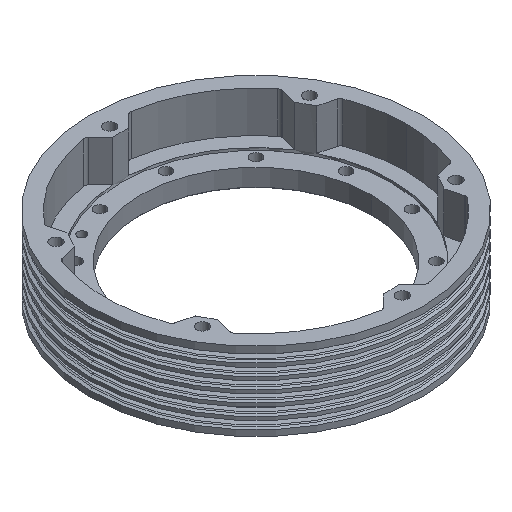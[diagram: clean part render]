
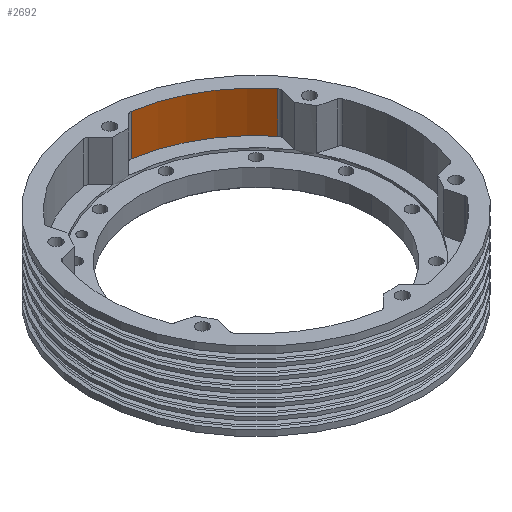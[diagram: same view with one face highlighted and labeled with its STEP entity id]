
A CAD part, isometric view. The second image highlights one B-rep face of the part: STEP entity #2692.
In plain terms, the highlighted cylindrical face has radius 183 mm (diameter 366 mm), a partial arc.
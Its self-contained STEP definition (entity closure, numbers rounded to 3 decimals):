
#367 = VERTEX_POINT ( 'NONE', #1716 ) ;
#399 = AXIS2_PLACEMENT_3D ( 'NONE', #2490, #5192, #3006 ) ;
#409 = AXIS2_PLACEMENT_3D ( 'NONE', #5611, #3020, #5674 ) ;
#419 = ORIENTED_EDGE ( 'NONE', *, *, #3489, .F. ) ;
#593 = DIRECTION ( 'NONE',  ( 1., 0., 0. ) ) ;
#890 = ORIENTED_EDGE ( 'NONE', *, *, #1592, .T. ) ;
#1041 = CARTESIAN_POINT ( 'NONE',  ( 28.927, 180.699, -138.573 ) ) ;
#1271 = CARTESIAN_POINT ( 'NONE',  ( 142.027, 115.401, -138.573 ) ) ;
#1445 = DIRECTION ( 'NONE',  ( 0., 0., 1. ) ) ;
#1592 = EDGE_CURVE ( 'NONE', #367, #2138, #2302, .T. ) ;
#1689 = EDGE_CURVE ( 'NONE', #2102, #2138, #3678, .T. ) ;
#1716 = CARTESIAN_POINT ( 'NONE',  ( 142.027, 115.401, 75. ) ) ;
#1899 = CARTESIAN_POINT ( 'NONE',  ( 28.927, 180.699, 75. ) ) ;
#1988 = ORIENTED_EDGE ( 'NONE', *, *, #3175, .T. ) ;
#2102 = VERTEX_POINT ( 'NONE', #2435 ) ;
#2118 = CIRCLE ( 'NONE', #399, 183. ) ;
#2138 = VERTEX_POINT ( 'NONE', #1899 ) ;
#2270 = CARTESIAN_POINT ( 'NONE',  ( 0., 0., 75. ) ) ;
#2302 = CIRCLE ( 'NONE', #3883, 183. ) ;
#2305 = VECTOR ( 'NONE', #3266, 1000. ) ;
#2435 = CARTESIAN_POINT ( 'NONE',  ( 28.927, 180.699, 25. ) ) ;
#2466 = VERTEX_POINT ( 'NONE', #3358 ) ;
#2490 = CARTESIAN_POINT ( 'NONE',  ( 0., 0., 25. ) ) ;
#2526 = VECTOR ( 'NONE', #1445, 1000. ) ;
#2692 = ADVANCED_FACE ( 'NONE', ( #3855 ), #4754, .F. ) ;
#2703 = ORIENTED_EDGE ( 'NONE', *, *, #1689, .F. ) ;
#3006 = DIRECTION ( 'NONE',  ( -1., 0., 0. ) ) ;
#3020 = DIRECTION ( 'NONE',  ( 0., 0., 1. ) ) ;
#3175 = EDGE_CURVE ( 'NONE', #2466, #367, #3453, .T. ) ;
#3266 = DIRECTION ( 'NONE',  ( 0., 0., 1. ) ) ;
#3358 = CARTESIAN_POINT ( 'NONE',  ( 142.027, 115.401, 25. ) ) ;
#3453 = LINE ( 'NONE', #1271, #2526 ) ;
#3489 = EDGE_CURVE ( 'NONE', #2466, #2102, #2118, .T. ) ;
#3678 = LINE ( 'NONE', #1041, #2305 ) ;
#3855 = FACE_OUTER_BOUND ( 'NONE', #5277, .T. ) ;
#3883 = AXIS2_PLACEMENT_3D ( 'NONE', #2270, #4025, #593 ) ;
#4025 = DIRECTION ( 'NONE',  ( 0., 0., 1. ) ) ;
#4754 = CYLINDRICAL_SURFACE ( 'NONE', #409, 183. ) ;
#5192 = DIRECTION ( 'NONE',  ( 0., 0., 1. ) ) ;
#5277 = EDGE_LOOP ( 'NONE', ( #1988, #890, #2703, #419 ) ) ;
#5611 = CARTESIAN_POINT ( 'NONE',  ( 0., 0., -138.573 ) ) ;
#5674 = DIRECTION ( 'NONE',  ( 1., 0., 0. ) ) ;
